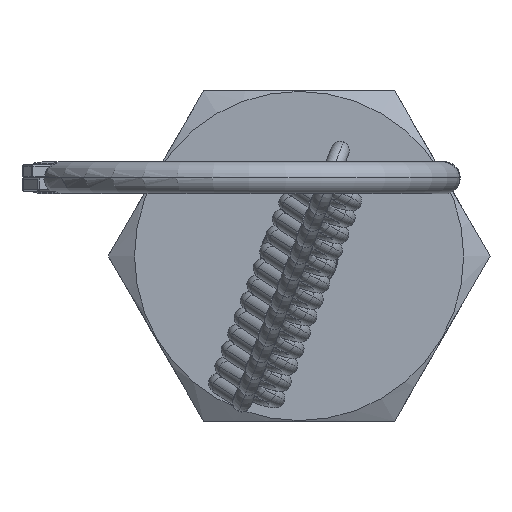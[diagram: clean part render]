
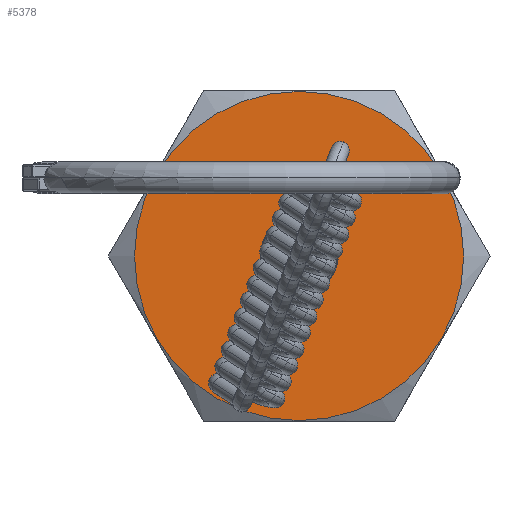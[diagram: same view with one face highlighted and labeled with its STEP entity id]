
A CAD part, left-side view. The second image highlights one B-rep face of the part: STEP entity #5378.
In plain terms, the highlighted planar face has unit normal (-1, 0, 0).
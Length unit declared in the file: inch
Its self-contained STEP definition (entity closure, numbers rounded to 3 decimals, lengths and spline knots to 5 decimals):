
#215 = DIRECTION ( 'NONE',  ( 0., 0., -1. ) ) ;
#1022 = AXIS2_PLACEMENT_3D ( 'NONE', #6848, #8166, #13220 ) ;
#1256 = DIRECTION ( 'NONE',  ( -1., 0., 0. ) ) ;
#1660 = ORIENTED_EDGE ( 'NONE', *, *, #11316, .F. ) ;
#2036 = EDGE_LOOP ( 'NONE', ( #1660, #5719 ) ) ;
#2090 = CARTESIAN_POINT ( 'NONE',  ( -0.87, 0., -0.56 ) ) ;
#2496 = CARTESIAN_POINT ( 'NONE',  ( -0.87, 0., 0. ) ) ;
#2565 = PLANE ( 'NONE',  #3204 ) ;
#2811 = DIRECTION ( 'NONE',  ( -1., 0., 0. ) ) ;
#3204 = AXIS2_PLACEMENT_3D ( 'NONE', #10129, #3627, #215 ) ;
#3232 = VERTEX_POINT ( 'NONE', #2090 ) ;
#3516 = AXIS2_PLACEMENT_3D ( 'NONE', #2496, #1256, #7955 ) ;
#3627 = DIRECTION ( 'NONE',  ( 1., 0., 0. ) ) ;
#4526 = VERTEX_POINT ( 'NONE', #9847 ) ;
#4677 = DIRECTION ( 'NONE',  ( 0., 0., 1. ) ) ;
#5066 = FACE_OUTER_BOUND ( 'NONE', #11365, .T. ) ;
#5174 = CIRCLE ( 'NONE', #3516, 0.06425 ) ;
#5294 = EDGE_CURVE ( 'NONE', #3232, #4526, #10162, .T. ) ;
#5378 = ADVANCED_FACE ( 'NONE', ( #10334, #5066 ), #2565, .F. ) ;
#5719 = ORIENTED_EDGE ( 'NONE', *, *, #9404, .F. ) ;
#5801 = EDGE_CURVE ( 'NONE', #4526, #3232, #7779, .T. ) ;
#6093 = CARTESIAN_POINT ( 'NONE',  ( -0.87, 0., 0. ) ) ;
#6848 = CARTESIAN_POINT ( 'NONE',  ( -0.87, 0., 0. ) ) ;
#7080 = ORIENTED_EDGE ( 'NONE', *, *, #5801, .T. ) ;
#7779 = CIRCLE ( 'NONE', #12467, 0.56 ) ;
#7838 = DIRECTION ( 'NONE',  ( -1., 0., 0. ) ) ;
#7955 = DIRECTION ( 'NONE',  ( 0., 0., 1. ) ) ;
#7959 = AXIS2_PLACEMENT_3D ( 'NONE', #13231, #7838, #4677 ) ;
#8166 = DIRECTION ( 'NONE',  ( -1., 0., 0. ) ) ;
#9330 = VERTEX_POINT ( 'NONE', #11895 ) ;
#9404 = EDGE_CURVE ( 'NONE', #9330, #11686, #5174, .T. ) ;
#9450 = ORIENTED_EDGE ( 'NONE', *, *, #5294, .T. ) ;
#9737 = CIRCLE ( 'NONE', #7959, 0.06425 ) ;
#9847 = CARTESIAN_POINT ( 'NONE',  ( -0.87, 0., 0.56 ) ) ;
#10129 = CARTESIAN_POINT ( 'NONE',  ( -0.87, 0.32476, 0.5625 ) ) ;
#10162 = CIRCLE ( 'NONE', #1022, 0.56 ) ;
#10334 = FACE_BOUND ( 'NONE', #2036, .T. ) ;
#10915 = CARTESIAN_POINT ( 'NONE',  ( -0.87, 0., 0.06425 ) ) ;
#11316 = EDGE_CURVE ( 'NONE', #11686, #9330, #9737, .T. ) ;
#11365 = EDGE_LOOP ( 'NONE', ( #9450, #7080 ) ) ;
#11686 = VERTEX_POINT ( 'NONE', #10915 ) ;
#11895 = CARTESIAN_POINT ( 'NONE',  ( -0.87, 0., -0.06425 ) ) ;
#12467 = AXIS2_PLACEMENT_3D ( 'NONE', #6093, #2811, #12489 ) ;
#12489 = DIRECTION ( 'NONE',  ( 0., 0., 1. ) ) ;
#13220 = DIRECTION ( 'NONE',  ( 0., 0., 1. ) ) ;
#13231 = CARTESIAN_POINT ( 'NONE',  ( -0.87, 0., 0. ) ) ;
